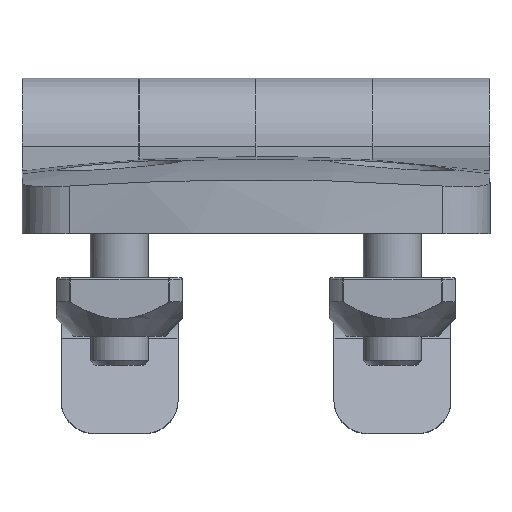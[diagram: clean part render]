
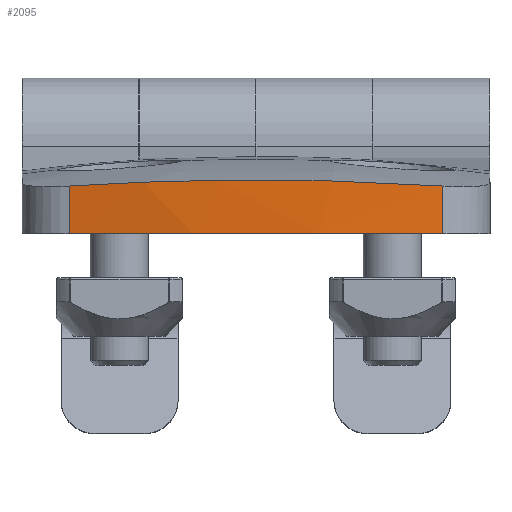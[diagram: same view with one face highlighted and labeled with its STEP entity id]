
A CAD part, front view. The second image highlights one B-rep face of the part: STEP entity #2095.
In plain terms, the highlighted cylindrical face has radius 100 mm (diameter 200 mm), a partial arc.
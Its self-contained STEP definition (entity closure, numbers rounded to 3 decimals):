
#2095=ADVANCED_FACE('',(#2313),#2314,.T.);
#2313=FACE_OUTER_BOUND('',#2583,.T.);
#2314=CYLINDRICAL_SURFACE('',#2584,100.0);
#2583=EDGE_LOOP('',(#3212,#3213,#3214,#3215));
#2584=AXIS2_PLACEMENT_3D('',#3216,#3217,#3218);
#3212=ORIENTED_EDGE('',*,*,#3821,.F.);
#3213=ORIENTED_EDGE('',*,*,#3822,.T.);
#3214=ORIENTED_EDGE('',*,*,#3817,.T.);
#3215=ORIENTED_EDGE('',*,*,#3823,.F.);
#3216=CARTESIAN_POINT('',(56.5,0.,15.0));
#3217=DIRECTION('',(0.0,-0.0,1.0));
#3218=DIRECTION('',(0.0,1.0,0.0));
#3817=EDGE_CURVE('',#4187,#4188,#4189,.T.);
#3821=EDGE_CURVE('',#4195,#4196,#4197,.T.);
#3822=EDGE_CURVE('',#4195,#4187,#4198,.T.);
#3823=EDGE_CURVE('',#4196,#4188,#4199,.T.);
#4187=VERTEX_POINT('',#4880);
#4188=VERTEX_POINT('',#4881);
#4189=LINE('',#4882,#4883);
#4195=VERTEX_POINT('',#4910);
#4196=VERTEX_POINT('',#4911);
#4197=LINE('',#4912,#4913);
#4198=B_SPLINE_CURVE_WITH_KNOTS('',3,(#4914,#4915,#4916,#4917,#4918,#4919,#4920,#4921,#4922,#4923,#4924,#4925,#4926,#4927,#4928,#4929,#4930,#4931,#4932,#4933,#4934,#4935,#4936,#4937,#4938,#4939,#4940,#4941,#4942,#4943,#4944,#4945),.UNSPECIFIED.,.F.,.F.,(4,1,1,1,1,1,1,1,1,1,1,1,1,1,1,1,1,1,1,1,1,1,1,1,1,1,1,1,1,4),(0.0,0.026,0.052,0.078,0.104,0.131,0.157,0.183,0.209,0.235,0.262,0.288,0.314,0.341,0.367,0.393,0.42,0.446,0.472,0.499,0.549,0.6,0.65,0.7,0.75,0.8,0.85,0.9,0.95,1.0),.UNSPECIFIED.);
#4199=CIRCLE('',#4946,100.0);
#4880=CARTESIAN_POINT('',(-41.649,19.149,-4.078));
#4881=CARTESIAN_POINT('',(-41.649,19.149,-8.961));
#4882=CARTESIAN_POINT('',(-41.649,19.149,15.0));
#4883=VECTOR('',#5716,1.0);
#4910=CARTESIAN_POINT('',(-41.649,-19.149,-4.078));
#4911=CARTESIAN_POINT('',(-41.649,-19.149,-8.961));
#4912=CARTESIAN_POINT('',(-41.649,-19.149,15.0));
#4913=VECTOR('',#5721,1.0);
#4914=CARTESIAN_POINT('',(-41.649,-19.149,-4.078));
#4915=CARTESIAN_POINT('',(-41.713,-18.82,-4.056));
#4916=CARTESIAN_POINT('',(-41.839,-18.163,-4.014));
#4917=CARTESIAN_POINT('',(-42.016,-17.173,-3.954));
#4918=CARTESIAN_POINT('',(-42.184,-16.181,-3.898));
#4919=CARTESIAN_POINT('',(-42.342,-15.187,-3.845));
#4920=CARTESIAN_POINT('',(-42.49,-14.19,-3.795));
#4921=CARTESIAN_POINT('',(-42.628,-13.192,-3.749));
#4922=CARTESIAN_POINT('',(-42.756,-12.19,-3.707));
#4923=CARTESIAN_POINT('',(-42.874,-11.187,-3.667));
#4924=CARTESIAN_POINT('',(-42.982,-10.182,-3.632));
#4925=CARTESIAN_POINT('',(-43.08,-9.175,-3.599));
#4926=CARTESIAN_POINT('',(-43.168,-8.166,-3.57));
#4927=CARTESIAN_POINT('',(-43.245,-7.156,-3.544));
#4928=CARTESIAN_POINT('',(-43.313,-6.144,-3.522));
#4929=CARTESIAN_POINT('',(-43.37,-5.13,-3.503));
#4930=CARTESIAN_POINT('',(-43.417,-4.115,-3.488));
#4931=CARTESIAN_POINT('',(-43.454,-3.099,-3.476));
#4932=CARTESIAN_POINT('',(-43.48,-2.082,-3.467));
#4933=CARTESIAN_POINT('',(-43.496,-1.064,-3.462));
#4934=CARTESIAN_POINT('',(-43.503,0.264,-3.459));
#4935=CARTESIAN_POINT('',(-43.488,1.899,-3.464));
#4936=CARTESIAN_POINT('',(-43.433,3.841,-3.483));
#4937=CARTESIAN_POINT('',(-43.339,5.777,-3.513));
#4938=CARTESIAN_POINT('',(-43.209,7.709,-3.556));
#4939=CARTESIAN_POINT('',(-43.041,9.634,-3.612));
#4940=CARTESIAN_POINT('',(-42.837,11.553,-3.68));
#4941=CARTESIAN_POINT('',(-42.596,13.465,-3.76));
#4942=CARTESIAN_POINT('',(-42.318,15.369,-3.853));
#4943=CARTESIAN_POINT('',(-42.006,17.264,-3.957));
#4944=CARTESIAN_POINT('',(-41.768,18.521,-4.038));
#4945=CARTESIAN_POINT('',(-41.649,19.149,-4.078));
#4946=AXIS2_PLACEMENT_3D('',#5722,#5723,#5724);
#5716=DIRECTION('',(0.0,0.0,-1.0));
#5721=DIRECTION('',(0.0,0.0,-1.0));
#5722=CARTESIAN_POINT('',(56.5,0.,-8.961));
#5723=DIRECTION('',(0.0,0.0,-1.0));
#5724=DIRECTION('',(0.0,-1.0,0.0));
